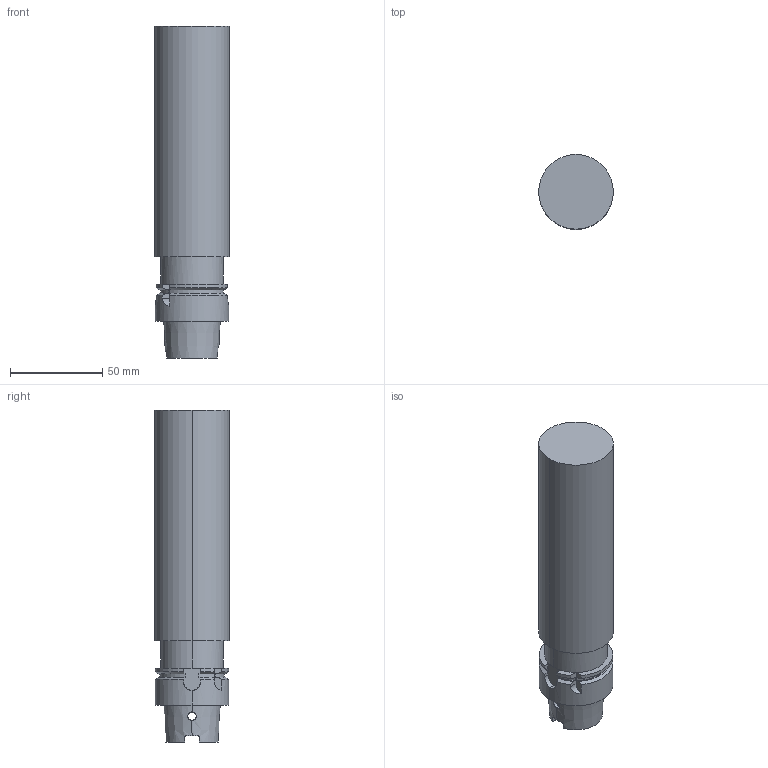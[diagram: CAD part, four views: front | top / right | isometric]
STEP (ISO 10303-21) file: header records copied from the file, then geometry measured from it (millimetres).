
FILE_DESCRIPTION (( 'STEP AP203' ), '1' );
FILE_NAME ('STP-SAKEM-71.001.40.5.160.STEP', '2021-05-12T09:26:40', ( '' ), ( '' ), 'SwSTEP 2.0', 'SolidWorks 2017', '' );
FILE_SCHEMA (( 'CONFIG_CONTROL_DESIGN' ));
Length unit declared in the file: millimetre
Products named in the file (1): STP-SAKEM-71.001.40.5.160
Bounding box: 40.5 x 40.5 x 180 mm (x, y, z)
Volume: 199674.3 mm3; surface area: 27793.1 mm2
Topology: 1 solids, 1 shells, 83 faces, 223 edges, 141 vertices
Faces by surface type: plane 35, cylinder 32, cone 12, torus 4
Entity records: 3032 total; most frequent: CARTESIAN_POINT 899, ORIENTED_EDGE 446, DIRECTION 419, EDGE_CURVE 223, AXIS2_PLACEMENT_3D 157, VERTEX_POINT 141, LINE 105, VECTOR 105
